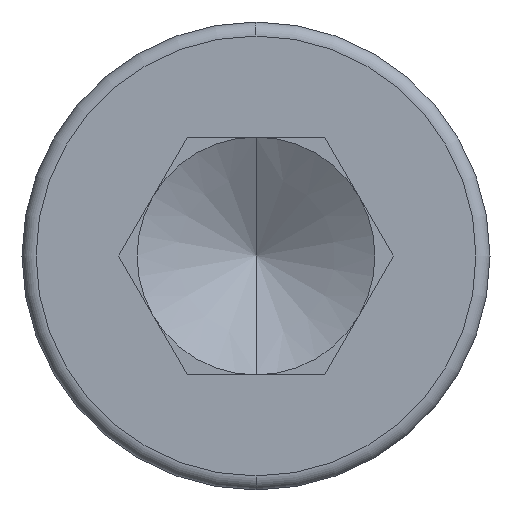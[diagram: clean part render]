
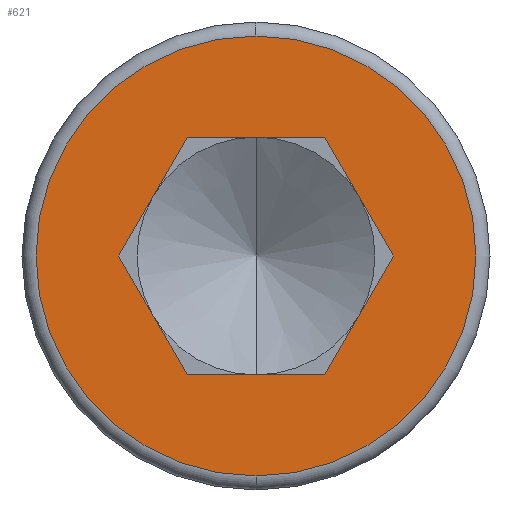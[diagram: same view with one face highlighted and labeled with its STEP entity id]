
A CAD part, left-side view. The second image highlights one B-rep face of the part: STEP entity #621.
In plain terms, the highlighted planar face has unit normal (-1, 0, 0).
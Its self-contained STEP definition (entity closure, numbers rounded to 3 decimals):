
#5 = LINE ( 'NONE', #513, #22 ) ;
#22 = VECTOR ( 'NONE', #789, 1000. ) ;
#39 = CARTESIAN_POINT ( 'NONE',  ( 0., 1.468, -2.542 ) ) ;
#47 = ORIENTED_EDGE ( 'NONE', *, *, #161, .T. ) ;
#49 = VERTEX_POINT ( 'NONE', #493 ) ;
#50 = ORIENTED_EDGE ( 'NONE', *, *, #235, .T. ) ;
#54 = DIRECTION ( 'NONE',  ( 0., -0.5, -0.866 ) ) ;
#62 = ORIENTED_EDGE ( 'NONE', *, *, #353, .T. ) ;
#68 = ORIENTED_EDGE ( 'NONE', *, *, #607, .F. ) ;
#81 = DIRECTION ( 'NONE',  ( 0., 0., 1. ) ) ;
#83 = ORIENTED_EDGE ( 'NONE', *, *, #305, .F. ) ;
#89 = ORIENTED_EDGE ( 'NONE', *, *, #571, .T. ) ;
#103 = VERTEX_POINT ( 'NONE', #581 ) ;
#109 = EDGE_CURVE ( 'NONE', #359, #686, #318, .T. ) ;
#121 = CARTESIAN_POINT ( 'NONE',  ( 0., 0., 0. ) ) ;
#141 = VECTOR ( 'NONE', #706, 1000. ) ;
#157 = CIRCLE ( 'NONE', #311, 4.7 ) ;
#161 = EDGE_CURVE ( 'NONE', #103, #551, #608, .T. ) ;
#173 = VECTOR ( 'NONE', #54, 1000. ) ;
#183 = VECTOR ( 'NONE', #330, 1000. ) ;
#199 = DIRECTION ( 'NONE',  ( -1., 0., 0. ) ) ;
#232 = LINE ( 'NONE', #563, #141 ) ;
#235 = EDGE_CURVE ( 'NONE', #359, #492, #450, .T. ) ;
#247 = DIRECTION ( 'NONE',  ( 0., 0., 1. ) ) ;
#262 = CARTESIAN_POINT ( 'NONE',  ( 0., 2.935, 0. ) ) ;
#270 = DIRECTION ( 'NONE',  ( -1., 0., 0. ) ) ;
#283 = VERTEX_POINT ( 'NONE', #398 ) ;
#305 = EDGE_CURVE ( 'NONE', #49, #492, #5, .T. ) ;
#311 = AXIS2_PLACEMENT_3D ( 'NONE', #501, #270, #81 ) ;
#318 = LINE ( 'NONE', #528, #173 ) ;
#330 = DIRECTION ( 'NONE',  ( 0., -0.5, 0.866 ) ) ;
#353 = EDGE_CURVE ( 'NONE', #49, #461, #232, .T. ) ;
#359 = VERTEX_POINT ( 'NONE', #622 ) ;
#395 = CARTESIAN_POINT ( 'NONE',  ( 0., -2.935, 0. ) ) ;
#397 = FACE_BOUND ( 'NONE', #731, .T. ) ;
#398 = CARTESIAN_POINT ( 'NONE',  ( 0., -1.468, -2.542 ) ) ;
#410 = EDGE_CURVE ( 'NONE', #551, #103, #157, .T. ) ;
#416 = DIRECTION ( 'NONE',  ( 0., 0., 1. ) ) ;
#423 = DIRECTION ( 'NONE',  ( -1., 0., 0. ) ) ;
#428 = CARTESIAN_POINT ( 'NONE',  ( 0., 0., 4.7 ) ) ;
#450 = LINE ( 'NONE', #262, #183 ) ;
#455 = CARTESIAN_POINT ( 'NONE',  ( 0., 0., 0. ) ) ;
#461 = VERTEX_POINT ( 'NONE', #395 ) ;
#470 = PLANE ( 'NONE',  #619 ) ;
#492 = VERTEX_POINT ( 'NONE', #535 ) ;
#493 = CARTESIAN_POINT ( 'NONE',  ( 0., -1.468, 2.542 ) ) ;
#496 = EDGE_LOOP ( 'NONE', ( #753, #47 ) ) ;
#499 = VECTOR ( 'NONE', #673, 1000. ) ;
#501 = CARTESIAN_POINT ( 'NONE',  ( 0., 0., 0. ) ) ;
#509 = FACE_OUTER_BOUND ( 'NONE', #496, .T. ) ;
#513 = CARTESIAN_POINT ( 'NONE',  ( 0., -1.468, 2.542 ) ) ;
#523 = LINE ( 'NONE', #668, #499 ) ;
#528 = CARTESIAN_POINT ( 'NONE',  ( 0., 2.935, 0. ) ) ;
#535 = CARTESIAN_POINT ( 'NONE',  ( 0., 1.468, 2.542 ) ) ;
#551 = VERTEX_POINT ( 'NONE', #428 ) ;
#552 = LINE ( 'NONE', #612, #654 ) ;
#563 = CARTESIAN_POINT ( 'NONE',  ( 0., -1.468, 2.542 ) ) ;
#571 = EDGE_CURVE ( 'NONE', #461, #283, #552, .T. ) ;
#581 = CARTESIAN_POINT ( 'NONE',  ( 0., 0., -4.7 ) ) ;
#602 = AXIS2_PLACEMENT_3D ( 'NONE', #121, #199, #247 ) ;
#607 = EDGE_CURVE ( 'NONE', #686, #283, #523, .T. ) ;
#608 = CIRCLE ( 'NONE', #602, 4.7 ) ;
#610 = DIRECTION ( 'NONE',  ( 0., 0.5, -0.866 ) ) ;
#612 = CARTESIAN_POINT ( 'NONE',  ( 0., -2.935, 0. ) ) ;
#619 = AXIS2_PLACEMENT_3D ( 'NONE', #455, #423, #416 ) ;
#621 = ADVANCED_FACE ( 'NONE', ( #397, #509 ), #470, .T. ) ;
#622 = CARTESIAN_POINT ( 'NONE',  ( 0., 2.935, 0. ) ) ;
#654 = VECTOR ( 'NONE', #610, 1000. ) ;
#668 = CARTESIAN_POINT ( 'NONE',  ( 0., 1.468, -2.542 ) ) ;
#673 = DIRECTION ( 'NONE',  ( 0., -1., 0. ) ) ;
#686 = VERTEX_POINT ( 'NONE', #39 ) ;
#706 = DIRECTION ( 'NONE',  ( 0., -0.5, -0.866 ) ) ;
#731 = EDGE_LOOP ( 'NONE', ( #50, #83, #62, #89, #68, #759 ) ) ;
#753 = ORIENTED_EDGE ( 'NONE', *, *, #410, .T. ) ;
#759 = ORIENTED_EDGE ( 'NONE', *, *, #109, .F. ) ;
#789 = DIRECTION ( 'NONE',  ( 0., 1., 0. ) ) ;
